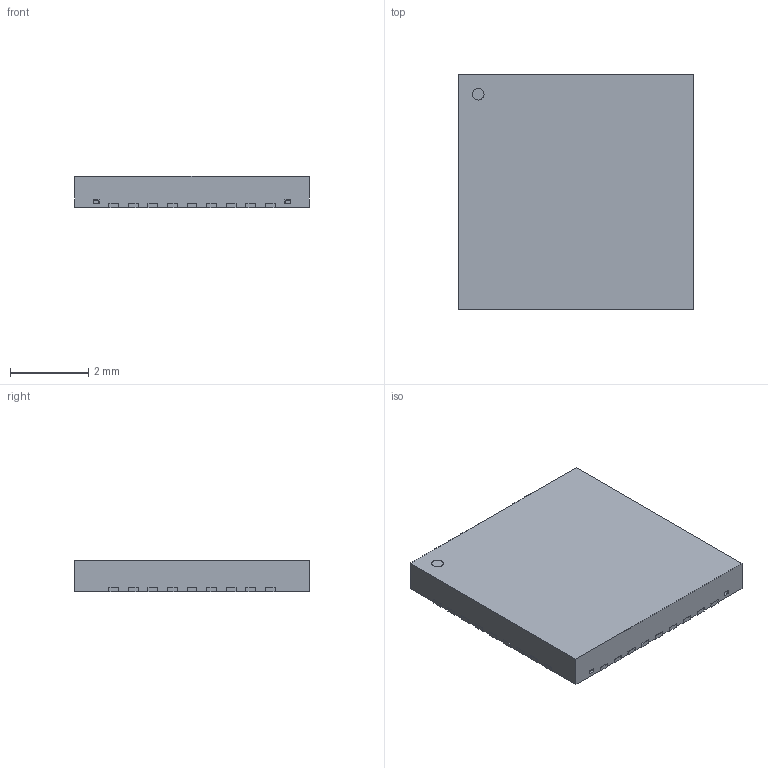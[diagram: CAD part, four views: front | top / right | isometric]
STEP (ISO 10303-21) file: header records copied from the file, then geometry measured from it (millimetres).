
FILE_DESCRIPTION (( 'STEP AP214' ), '1' );
FILE_NAME ('User Library-LMX2541SQ.STEP', '2015-06-24T15:30:07', ( 'Windows User' ), ( '' ), 'SwSTEP 2.0', 'SolidWorks 2015', '' );
FILE_SCHEMA (( 'AUTOMOTIVE_DESIGN' ));
Length unit declared in the file: millimetre
Products named in the file (1): User Library-LMX2541SQ
Bounding box: 6.02 x 6.02 x 0.8 mm (x, y, z)
Volume: 28.7 mm3; surface area: 91.9 mm2
Topology: 1 solids, 1 shells, 251 faces, 729 edges, 486 vertices
Faces by surface type: plane 249, cylinder 2
Entity records: 10902 total; most frequent: CARTESIAN_POINT 1467, ORIENTED_EDGE 1458, DIRECTION 1237, EDGE_CURVE 729, VECTOR 725, LINE 725, VERTEX_POINT 486, EDGE_LOOP 257
